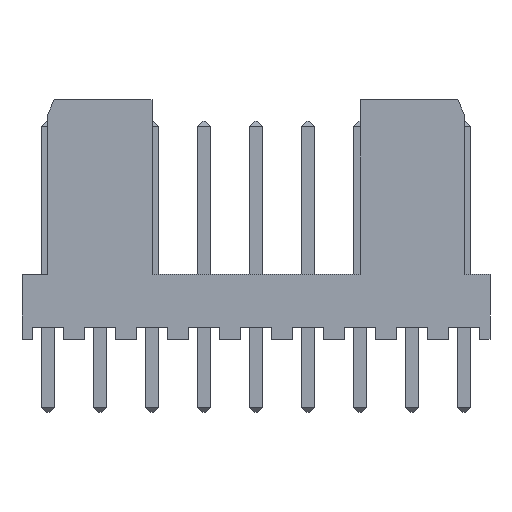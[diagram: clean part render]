
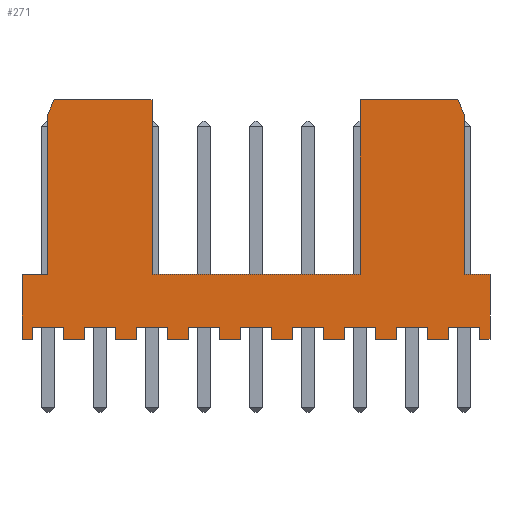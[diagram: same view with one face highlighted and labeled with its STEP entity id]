
A CAD part, front view. The second image highlights one B-rep face of the part: STEP entity #271.
In plain terms, the highlighted planar face has unit normal (0, -1, 0).
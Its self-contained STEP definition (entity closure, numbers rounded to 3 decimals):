
#12=DIRECTION('',(0.,0.,1.));
#23=VERTEX_POINT('',#24);
#24=CARTESIAN_POINT('',(-1.27,-2.9,0.));
#28=ORIENTED_EDGE('',*,*,#29,.T.);
#29=EDGE_CURVE('',#23,#30,#32,.T.);
#30=VERTEX_POINT('',#31);
#31=CARTESIAN_POINT('',(-0.75,-2.9,0.));
#32=LINE('',#24,#33);
#33=VECTOR('',#34,1.);
#34=DIRECTION('',(1.,0.,0.));
#46=VECTOR('',#47,1.);
#47=DIRECTION('',(-1.,0.,0.));
#59=VECTOR('',#12,1.);
#62=VERTEX_POINT('',#63);
#63=CARTESIAN_POINT('',(-1.27,-2.9,3.17));
#65=ORIENTED_EDGE('',*,*,#66,.F.);
#66=EDGE_CURVE('',#23,#62,#67,.T.);
#67=LINE('',#24,#59);
#259=ORIENTED_EDGE('',*,*,#260,.T.);
#260=EDGE_CURVE('',#30,#261,#263,.T.);
#261=VERTEX_POINT('',#262);
#262=CARTESIAN_POINT('',(-0.75,-2.9,0.6));
#263=LINE('',#31,#59);
#271=ADVANCED_FACE('',(#272),#504,.T.);
#272=FACE_BOUND('',#273,.T.);
#273=EDGE_LOOP('',(#28,#259,#274,#279,#284,#288,#293,#298,#303,#307,#312,#317,#322,#326,#331,#336,#341,#345,#350,#355,#360,#364,#369,#374,#379,#383,#388,#393,#398,#402,#407,#412,#417,#421,#426,#431,#436,#440,#445,#450,#455,#463,#468,#473,#477,#482,#489,#497,#502,#65));
#274=ORIENTED_EDGE('',*,*,#275,.F.);
#275=EDGE_CURVE('',#276,#261,#278,.T.);
#276=VERTEX_POINT('',#277);
#277=CARTESIAN_POINT('',(0.75,-2.9,0.6));
#278=LINE('',#277,#46);
#279=ORIENTED_EDGE('',*,*,#280,.F.);
#280=EDGE_CURVE('',#281,#276,#283,.T.);
#281=VERTEX_POINT('',#282);
#282=CARTESIAN_POINT('',(0.75,-2.9,0.));
#283=LINE('',#282,#59);
#284=ORIENTED_EDGE('',*,*,#285,.T.);
#285=EDGE_CURVE('',#281,#286,#32,.T.);
#286=VERTEX_POINT('',#287);
#287=CARTESIAN_POINT('',(1.79,-2.9,0.));
#288=ORIENTED_EDGE('',*,*,#289,.T.);
#289=EDGE_CURVE('',#286,#290,#292,.T.);
#290=VERTEX_POINT('',#291);
#291=CARTESIAN_POINT('',(1.79,-2.9,0.6));
#292=LINE('',#287,#59);
#293=ORIENTED_EDGE('',*,*,#294,.F.);
#294=EDGE_CURVE('',#295,#290,#297,.T.);
#295=VERTEX_POINT('',#296);
#296=CARTESIAN_POINT('',(3.29,-2.9,0.6));
#297=LINE('',#296,#46);
#298=ORIENTED_EDGE('',*,*,#299,.F.);
#299=EDGE_CURVE('',#300,#295,#302,.T.);
#300=VERTEX_POINT('',#301);
#301=CARTESIAN_POINT('',(3.29,-2.9,0.));
#302=LINE('',#301,#59);
#303=ORIENTED_EDGE('',*,*,#304,.T.);
#304=EDGE_CURVE('',#300,#305,#32,.T.);
#305=VERTEX_POINT('',#306);
#306=CARTESIAN_POINT('',(4.33,-2.9,0.));
#307=ORIENTED_EDGE('',*,*,#308,.T.);
#308=EDGE_CURVE('',#305,#309,#311,.T.);
#309=VERTEX_POINT('',#310);
#310=CARTESIAN_POINT('',(4.33,-2.9,0.6));
#311=LINE('',#306,#59);
#312=ORIENTED_EDGE('',*,*,#313,.F.);
#313=EDGE_CURVE('',#314,#309,#316,.T.);
#314=VERTEX_POINT('',#315);
#315=CARTESIAN_POINT('',(5.83,-2.9,0.6));
#316=LINE('',#315,#46);
#317=ORIENTED_EDGE('',*,*,#318,.F.);
#318=EDGE_CURVE('',#319,#314,#321,.T.);
#319=VERTEX_POINT('',#320);
#320=CARTESIAN_POINT('',(5.83,-2.9,0.));
#321=LINE('',#320,#59);
#322=ORIENTED_EDGE('',*,*,#323,.T.);
#323=EDGE_CURVE('',#319,#324,#32,.T.);
#324=VERTEX_POINT('',#325);
#325=CARTESIAN_POINT('',(6.87,-2.9,0.));
#326=ORIENTED_EDGE('',*,*,#327,.T.);
#327=EDGE_CURVE('',#324,#328,#330,.T.);
#328=VERTEX_POINT('',#329);
#329=CARTESIAN_POINT('',(6.87,-2.9,0.6));
#330=LINE('',#325,#59);
#331=ORIENTED_EDGE('',*,*,#332,.F.);
#332=EDGE_CURVE('',#333,#328,#335,.T.);
#333=VERTEX_POINT('',#334);
#334=CARTESIAN_POINT('',(8.37,-2.9,0.6));
#335=LINE('',#334,#46);
#336=ORIENTED_EDGE('',*,*,#337,.F.);
#337=EDGE_CURVE('',#338,#333,#340,.T.);
#338=VERTEX_POINT('',#339);
#339=CARTESIAN_POINT('',(8.37,-2.9,0.));
#340=LINE('',#339,#59);
#341=ORIENTED_EDGE('',*,*,#342,.T.);
#342=EDGE_CURVE('',#338,#343,#32,.T.);
#343=VERTEX_POINT('',#344);
#344=CARTESIAN_POINT('',(9.41,-2.9,0.));
#345=ORIENTED_EDGE('',*,*,#346,.T.);
#346=EDGE_CURVE('',#343,#347,#349,.T.);
#347=VERTEX_POINT('',#348);
#348=CARTESIAN_POINT('',(9.41,-2.9,0.6));
#349=LINE('',#344,#59);
#350=ORIENTED_EDGE('',*,*,#351,.F.);
#351=EDGE_CURVE('',#352,#347,#354,.T.);
#352=VERTEX_POINT('',#353);
#353=CARTESIAN_POINT('',(10.91,-2.9,0.6));
#354=LINE('',#353,#46);
#355=ORIENTED_EDGE('',*,*,#356,.F.);
#356=EDGE_CURVE('',#357,#352,#359,.T.);
#357=VERTEX_POINT('',#358);
#358=CARTESIAN_POINT('',(10.91,-2.9,0.));
#359=LINE('',#358,#59);
#360=ORIENTED_EDGE('',*,*,#361,.T.);
#361=EDGE_CURVE('',#357,#362,#32,.T.);
#362=VERTEX_POINT('',#363);
#363=CARTESIAN_POINT('',(11.95,-2.9,0.));
#364=ORIENTED_EDGE('',*,*,#365,.T.);
#365=EDGE_CURVE('',#362,#366,#368,.T.);
#366=VERTEX_POINT('',#367);
#367=CARTESIAN_POINT('',(11.95,-2.9,0.6));
#368=LINE('',#363,#59);
#369=ORIENTED_EDGE('',*,*,#370,.F.);
#370=EDGE_CURVE('',#371,#366,#373,.T.);
#371=VERTEX_POINT('',#372);
#372=CARTESIAN_POINT('',(13.45,-2.9,0.6));
#373=LINE('',#372,#46);
#374=ORIENTED_EDGE('',*,*,#375,.F.);
#375=EDGE_CURVE('',#376,#371,#378,.T.);
#376=VERTEX_POINT('',#377);
#377=CARTESIAN_POINT('',(13.45,-2.9,0.));
#378=LINE('',#377,#59);
#379=ORIENTED_EDGE('',*,*,#380,.T.);
#380=EDGE_CURVE('',#376,#381,#32,.T.);
#381=VERTEX_POINT('',#382);
#382=CARTESIAN_POINT('',(14.49,-2.9,0.));
#383=ORIENTED_EDGE('',*,*,#384,.T.);
#384=EDGE_CURVE('',#381,#385,#387,.T.);
#385=VERTEX_POINT('',#386);
#386=CARTESIAN_POINT('',(14.49,-2.9,0.6));
#387=LINE('',#382,#59);
#388=ORIENTED_EDGE('',*,*,#389,.F.);
#389=EDGE_CURVE('',#390,#385,#392,.T.);
#390=VERTEX_POINT('',#391);
#391=CARTESIAN_POINT('',(15.99,-2.9,0.6));
#392=LINE('',#391,#46);
#393=ORIENTED_EDGE('',*,*,#394,.F.);
#394=EDGE_CURVE('',#395,#390,#397,.T.);
#395=VERTEX_POINT('',#396);
#396=CARTESIAN_POINT('',(15.99,-2.9,0.));
#397=LINE('',#396,#59);
#398=ORIENTED_EDGE('',*,*,#399,.T.);
#399=EDGE_CURVE('',#395,#400,#32,.T.);
#400=VERTEX_POINT('',#401);
#401=CARTESIAN_POINT('',(17.03,-2.9,0.));
#402=ORIENTED_EDGE('',*,*,#403,.T.);
#403=EDGE_CURVE('',#400,#404,#406,.T.);
#404=VERTEX_POINT('',#405);
#405=CARTESIAN_POINT('',(17.03,-2.9,0.6));
#406=LINE('',#401,#59);
#407=ORIENTED_EDGE('',*,*,#408,.F.);
#408=EDGE_CURVE('',#409,#404,#411,.T.);
#409=VERTEX_POINT('',#410);
#410=CARTESIAN_POINT('',(18.53,-2.9,0.6));
#411=LINE('',#410,#46);
#412=ORIENTED_EDGE('',*,*,#413,.F.);
#413=EDGE_CURVE('',#414,#409,#416,.T.);
#414=VERTEX_POINT('',#415);
#415=CARTESIAN_POINT('',(18.53,-2.9,0.));
#416=LINE('',#415,#59);
#417=ORIENTED_EDGE('',*,*,#418,.T.);
#418=EDGE_CURVE('',#414,#419,#32,.T.);
#419=VERTEX_POINT('',#420);
#420=CARTESIAN_POINT('',(19.57,-2.9,0.));
#421=ORIENTED_EDGE('',*,*,#422,.T.);
#422=EDGE_CURVE('',#419,#423,#425,.T.);
#423=VERTEX_POINT('',#424);
#424=CARTESIAN_POINT('',(19.57,-2.9,0.6));
#425=LINE('',#420,#59);
#426=ORIENTED_EDGE('',*,*,#427,.F.);
#427=EDGE_CURVE('',#428,#423,#430,.T.);
#428=VERTEX_POINT('',#429);
#429=CARTESIAN_POINT('',(21.07,-2.9,0.6));
#430=LINE('',#429,#46);
#431=ORIENTED_EDGE('',*,*,#432,.F.);
#432=EDGE_CURVE('',#433,#428,#435,.T.);
#433=VERTEX_POINT('',#434);
#434=CARTESIAN_POINT('',(21.07,-2.9,0.));
#435=LINE('',#434,#59);
#436=ORIENTED_EDGE('',*,*,#437,.T.);
#437=EDGE_CURVE('',#433,#438,#32,.T.);
#438=VERTEX_POINT('',#439);
#439=CARTESIAN_POINT('',(21.59,-2.9,0.));
#440=ORIENTED_EDGE('',*,*,#441,.T.);
#441=EDGE_CURVE('',#438,#442,#444,.T.);
#442=VERTEX_POINT('',#443);
#443=CARTESIAN_POINT('',(21.59,-2.9,3.17));
#444=LINE('',#439,#59);
#445=ORIENTED_EDGE('',*,*,#446,.F.);
#446=EDGE_CURVE('',#447,#442,#449,.T.);
#447=VERTEX_POINT('',#448);
#448=CARTESIAN_POINT('',(20.32,-2.9,3.17));
#449=LINE('',#63,#33);
#450=ORIENTED_EDGE('',*,*,#451,.T.);
#451=EDGE_CURVE('',#447,#452,#454,.T.);
#452=VERTEX_POINT('',#453);
#453=CARTESIAN_POINT('',(20.32,-2.9,11.));
#454=LINE('',#448,#59);
#455=ORIENTED_EDGE('',*,*,#456,.F.);
#456=EDGE_CURVE('',#457,#452,#459,.T.);
#457=VERTEX_POINT('',#458);
#458=CARTESIAN_POINT('',(20.02,-2.9,11.7));
#459=LINE('',#460,#461);
#460=CARTESIAN_POINT('',(21.268,-2.9,8.787));
#461=VECTOR('',#462,1.);
#462=DIRECTION('',(0.394,0.,-0.919));
#463=ORIENTED_EDGE('',*,*,#464,.F.);
#464=EDGE_CURVE('',#465,#457,#467,.T.);
#465=VERTEX_POINT('',#466);
#466=CARTESIAN_POINT('',(15.24,-2.9,11.7));
#467=LINE('',#466,#33);
#468=ORIENTED_EDGE('',*,*,#469,.F.);
#469=EDGE_CURVE('',#470,#465,#472,.T.);
#470=VERTEX_POINT('',#471);
#471=CARTESIAN_POINT('',(15.24,-2.9,3.17));
#472=LINE('',#471,#59);
#473=ORIENTED_EDGE('',*,*,#474,.F.);
#474=EDGE_CURVE('',#475,#470,#449,.T.);
#475=VERTEX_POINT('',#476);
#476=CARTESIAN_POINT('',(5.08,-2.9,3.17));
#477=ORIENTED_EDGE('',*,*,#478,.T.);
#478=EDGE_CURVE('',#475,#479,#481,.T.);
#479=VERTEX_POINT('',#480);
#480=CARTESIAN_POINT('',(5.08,-2.9,11.7));
#481=LINE('',#476,#59);
#482=ORIENTED_EDGE('',*,*,#483,.T.);
#483=EDGE_CURVE('',#479,#484,#486,.T.);
#484=VERTEX_POINT('',#485);
#485=CARTESIAN_POINT('',(0.3,-2.9,11.7));
#486=LINE('',#480,#487);
#487=VECTOR('',#488,1.);
#488=DIRECTION('',(-1.,-0.,-0.));
#489=ORIENTED_EDGE('',*,*,#490,.T.);
#490=EDGE_CURVE('',#484,#491,#493,.T.);
#491=VERTEX_POINT('',#492);
#492=CARTESIAN_POINT('',(0.,-2.9,11.));
#493=LINE('',#494,#495);
#494=CARTESIAN_POINT('',(-0.948,-2.9,8.787));
#495=VECTOR('',#496,1.);
#496=DIRECTION('',(-0.394,-0.,-0.919));
#497=ORIENTED_EDGE('',*,*,#498,.F.);
#498=EDGE_CURVE('',#499,#491,#501,.T.);
#499=VERTEX_POINT('',#500);
#500=CARTESIAN_POINT('',(0.,-2.9,3.17));
#501=LINE('',#500,#59);
#502=ORIENTED_EDGE('',*,*,#503,.F.);
#503=EDGE_CURVE('',#62,#499,#449,.T.);
#504=PLANE('',#505);
#505=AXIS2_PLACEMENT_3D('',#506,#507,#508);
#506=CARTESIAN_POINT('',(10.16,-2.9,4.441));
#507=DIRECTION('',(0.,-1.,0.));
#508=DIRECTION('',(0.,0.,-1.));
